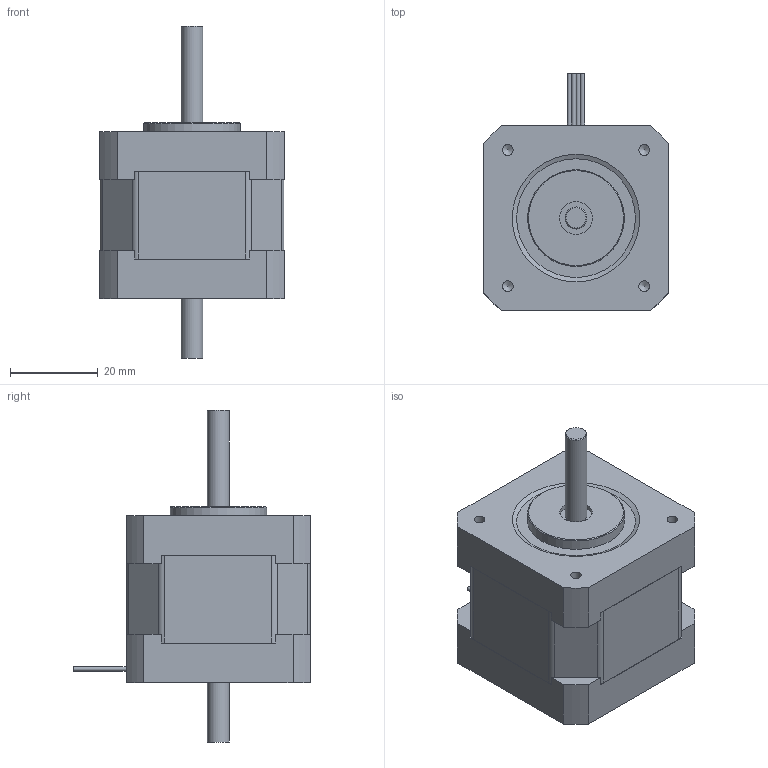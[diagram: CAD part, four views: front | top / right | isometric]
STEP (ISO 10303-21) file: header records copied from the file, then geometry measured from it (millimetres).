
FILE_DESCRIPTION((''),'2;1');
FILE_NAME('STEPPING_MOTOR_ST4118M.stp','2008-04-24T10:54:37',('wei_j'),(''),'Autodesk Inventor 2008','Autodesk Inventor 2008','');
FILE_SCHEMA(('AUTOMOTIVE_DESIGN { 1 0 10303 214 1 1 1 1 }'));
Length unit declared in the file: millimetre
Products named in the file (8): STEPPING_MOTOR_ST4118M; Stator_ST4118_M; Frontcap_ST4118; shaft_forward_ST4118; Endcap_ST4118; Schrauben_ISO1207_M2.5; leads_4_ST4118; shaft_rear_5x13.5
Assembly tree (10 placements, depth 2):
  STEPPING_MOTOR_ST4118M
    Stator_ST4118_M
    Frontcap_ST4118
    shaft_forward_ST4118
    Endcap_ST4118
    Schrauben_ISO1207_M2.5  x4
    leads_4_ST4118
    shaft_rear_5x13.5
Bounding box: 42 x 54 x 75.5 mm (x, y, z)
Volume: 64945.8 mm3; surface area: 18322.4 mm2
Topology: 10 solids, 11 shells, 158 faces, 353 edges, 223 vertices
Faces by surface type: plane 78, bspline 38, cylinder 31, torus 8, cone 3
Full cylindrical faces by diameter (mm): 1 x2, 4.5 x4, 5 x3, 10 x1, 22 x1
Entity records: 4038 total; most frequent: CARTESIAN_POINT 1115, DIRECTION 572, ORIENTED_EDGE 490, EDGE_CURVE 245, AXIS2_PLACEMENT_3D 220, EDGE_LOOP 181, VERTEX_POINT 167, VECTOR 132
